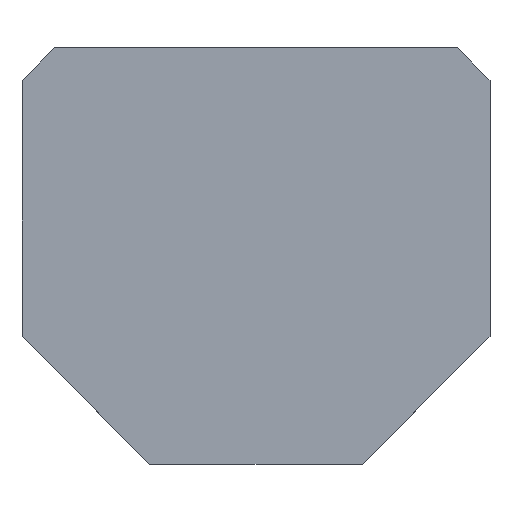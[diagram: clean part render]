
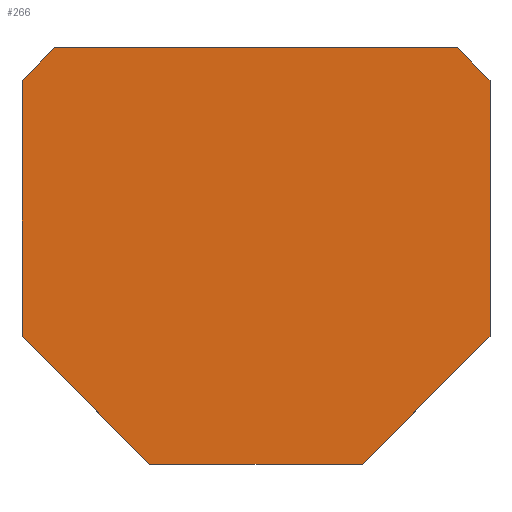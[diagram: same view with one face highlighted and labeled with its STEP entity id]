
A CAD part, top view. The second image highlights one B-rep face of the part: STEP entity #266.
In plain terms, the highlighted planar face has unit normal (0, 0, 1).
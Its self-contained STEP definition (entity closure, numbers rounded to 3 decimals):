
#2 = VECTOR ( 'NONE', #78, 1000. ) ;
#5 = LINE ( 'NONE', #279, #206 ) ;
#9 = CARTESIAN_POINT ( 'NONE',  ( -14.497, -35., 1.5 ) ) ;
#19 = EDGE_CURVE ( 'NONE', #146, #229, #128, .T. ) ;
#24 = LINE ( 'NONE', #50, #97 ) ;
#25 = DIRECTION ( 'NONE',  ( -0.707, -0.707, 0. ) ) ;
#32 = LINE ( 'NONE', #80, #178 ) ;
#35 = CARTESIAN_POINT ( 'NONE',  ( 24.749, -24.749, 1.5 ) ) ;
#39 = DIRECTION ( 'NONE',  ( 0., 0., 1. ) ) ;
#44 = ORIENTED_EDGE ( 'NONE', *, *, #76, .F. ) ;
#46 = VECTOR ( 'NONE', #157, 1000. ) ;
#50 = CARTESIAN_POINT ( 'NONE',  ( -24.749, 24.749, 1.5 ) ) ;
#55 = CARTESIAN_POINT ( 'NONE',  ( 14.497, -35., 1.5 ) ) ;
#59 = ORIENTED_EDGE ( 'NONE', *, *, #248, .F. ) ;
#61 = DIRECTION ( 'NONE',  ( 0.707, -0.707, 0. ) ) ;
#76 = EDGE_CURVE ( 'NONE', #119, #237, #5, .T. ) ;
#78 = DIRECTION ( 'NONE',  ( -1., 0., 0. ) ) ;
#80 = CARTESIAN_POINT ( 'NONE',  ( 0., 22., 1.5 ) ) ;
#83 = DIRECTION ( 'NONE',  ( -0.707, 0.707, 0. ) ) ;
#90 = LINE ( 'NONE', #110, #268 ) ;
#97 = VECTOR ( 'NONE', #25, 1000. ) ;
#102 = EDGE_CURVE ( 'NONE', #169, #182, #24, .T. ) ;
#108 = CARTESIAN_POINT ( 'NONE',  ( -32., -17.497, 1.5 ) ) ;
#109 = PLANE ( 'NONE',  #193 ) ;
#110 = CARTESIAN_POINT ( 'NONE',  ( 24.749, 24.749, 1.5 ) ) ;
#119 = VERTEX_POINT ( 'NONE', #271 ) ;
#120 = VERTEX_POINT ( 'NONE', #199 ) ;
#127 = VECTOR ( 'NONE', #61, 1000. ) ;
#128 = LINE ( 'NONE', #201, #2 ) ;
#131 = DIRECTION ( 'NONE',  ( 0., -1., 0. ) ) ;
#138 = EDGE_LOOP ( 'NONE', ( #166, #168, #186, #217, #289, #59, #44, #240 ) ) ;
#146 = VERTEX_POINT ( 'NONE', #55 ) ;
#155 = CARTESIAN_POINT ( 'NONE',  ( -27.497, 22., 1.5 ) ) ;
#157 = DIRECTION ( 'NONE',  ( 0., 1., 0. ) ) ;
#160 = CARTESIAN_POINT ( 'NONE',  ( -32., 0., 1.5 ) ) ;
#166 = ORIENTED_EDGE ( 'NONE', *, *, #209, .T. ) ;
#167 = VECTOR ( 'NONE', #208, 1000. ) ;
#168 = ORIENTED_EDGE ( 'NONE', *, *, #102, .T. ) ;
#169 = VERTEX_POINT ( 'NONE', #155 ) ;
#176 = DIRECTION ( 'NONE',  ( -1., 0., 0. ) ) ;
#178 = VECTOR ( 'NONE', #176, 1000. ) ;
#179 = LINE ( 'NONE', #227, #127 ) ;
#182 = VERTEX_POINT ( 'NONE', #234 ) ;
#186 = ORIENTED_EDGE ( 'NONE', *, *, #223, .F. ) ;
#189 = CARTESIAN_POINT ( 'NONE',  ( 32., -17.497, 1.5 ) ) ;
#191 = VERTEX_POINT ( 'NONE', #108 ) ;
#193 = AXIS2_PLACEMENT_3D ( 'NONE', #304, #39, #308 ) ;
#199 = CARTESIAN_POINT ( 'NONE',  ( 27.497, 22., 1.5 ) ) ;
#201 = CARTESIAN_POINT ( 'NONE',  ( 0., -35., 1.5 ) ) ;
#205 = LINE ( 'NONE', #160, #46 ) ;
#206 = VECTOR ( 'NONE', #131, 1000. ) ;
#208 = DIRECTION ( 'NONE',  ( -0.707, -0.707, 0. ) ) ;
#209 = EDGE_CURVE ( 'NONE', #120, #169, #32, .T. ) ;
#217 = ORIENTED_EDGE ( 'NONE', *, *, #220, .T. ) ;
#220 = EDGE_CURVE ( 'NONE', #191, #229, #179, .T. ) ;
#223 = EDGE_CURVE ( 'NONE', #191, #182, #205, .T. ) ;
#227 = CARTESIAN_POINT ( 'NONE',  ( -24.749, -24.749, 1.5 ) ) ;
#229 = VERTEX_POINT ( 'NONE', #9 ) ;
#231 = EDGE_CURVE ( 'NONE', #119, #120, #90, .T. ) ;
#234 = CARTESIAN_POINT ( 'NONE',  ( -32., 17.497, 1.5 ) ) ;
#237 = VERTEX_POINT ( 'NONE', #189 ) ;
#240 = ORIENTED_EDGE ( 'NONE', *, *, #231, .T. ) ;
#248 = EDGE_CURVE ( 'NONE', #237, #146, #257, .T. ) ;
#251 = FACE_OUTER_BOUND ( 'NONE', #138, .T. ) ;
#257 = LINE ( 'NONE', #35, #167 ) ;
#266 = ADVANCED_FACE ( 'NONE', ( #251 ), #109, .T. ) ;
#268 = VECTOR ( 'NONE', #83, 1000. ) ;
#271 = CARTESIAN_POINT ( 'NONE',  ( 32., 17.497, 1.5 ) ) ;
#279 = CARTESIAN_POINT ( 'NONE',  ( 32., 0., 1.5 ) ) ;
#289 = ORIENTED_EDGE ( 'NONE', *, *, #19, .F. ) ;
#304 = CARTESIAN_POINT ( 'NONE',  ( 0., 0., 1.5 ) ) ;
#308 = DIRECTION ( 'NONE',  ( 1., 0., 0. ) ) ;
